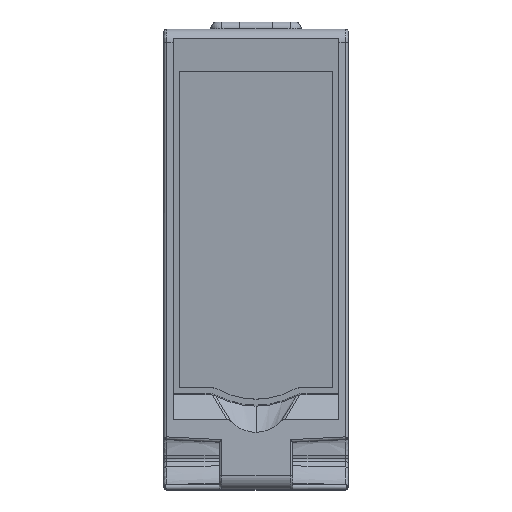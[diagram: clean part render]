
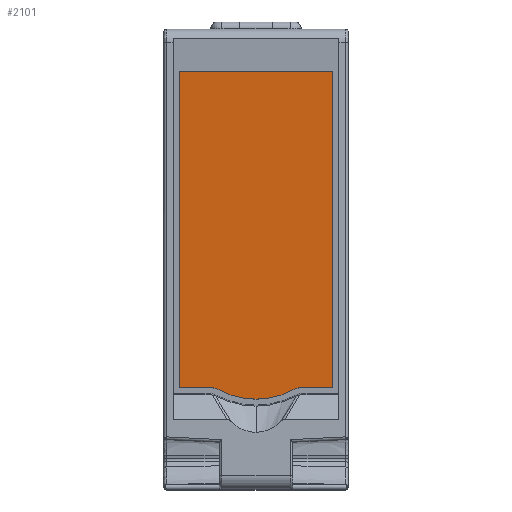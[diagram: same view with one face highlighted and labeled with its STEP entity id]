
A CAD part, top view. The second image highlights one B-rep face of the part: STEP entity #2101.
In plain terms, the highlighted planar face has unit normal (0, -0.096, 0.995).
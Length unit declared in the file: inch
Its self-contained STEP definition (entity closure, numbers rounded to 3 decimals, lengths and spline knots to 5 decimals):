
#655 = EDGE_CURVE ( 'NONE', #11551, #10517, #10391, .T. ) ;
#745 = VECTOR ( 'NONE', #8759, 39.37008 ) ;
#906 = ORIENTED_EDGE ( 'NONE', *, *, #11561, .F. ) ;
#1462 = DIRECTION ( 'NONE',  ( 0., -0.995, -0.096 ) ) ;
#1577 = CIRCLE ( 'NONE', #5924, 0.07874 ) ;
#1664 = LINE ( 'NONE', #6795, #745 ) ;
#1681 = ORIENTED_EDGE ( 'NONE', *, *, #9352, .T. ) ;
#1862 = PLANE ( 'NONE',  #2483 ) ;
#2056 = CARTESIAN_POINT ( 'NONE',  ( -0.15661, 0.42579, -0.14657 ) ) ;
#2101 = ADVANCED_FACE ( 'NONE', ( #10799 ), #1862, .T. ) ;
#2483 = AXIS2_PLACEMENT_3D ( 'NONE', #10930, #9816, #12825 ) ;
#2700 = DIRECTION ( 'NONE',  ( 0., 0.096, -0.995 ) ) ;
#2860 = ORIENTED_EDGE ( 'NONE', *, *, #9389, .F. ) ;
#2957 = VERTEX_POINT ( 'NONE', #3638 ) ;
#2977 = CARTESIAN_POINT ( 'NONE',  ( -0.32874, 0.43526, -0.14566 ) ) ;
#2989 = CARTESIAN_POINT ( 'NONE',  ( 0.32874, 1.7889, -0.01532 ) ) ;
#3212 = LINE ( 'NONE', #4249, #12884 ) ;
#3304 = AXIS2_PLACEMENT_3D ( 'NONE', #6810, #3803, #10802 ) ;
#3638 = CARTESIAN_POINT ( 'NONE',  ( -0.19412, 0.43526, -0.14566 ) ) ;
#3700 = VERTEX_POINT ( 'NONE', #6818 ) ;
#3803 = DIRECTION ( 'NONE',  ( 0., 0.096, -0.995 ) ) ;
#3879 = VERTEX_POINT ( 'NONE', #7280 ) ;
#4249 = CARTESIAN_POINT ( 'NONE',  ( -0.32874, 1.7889, -0.01532 ) ) ;
#4399 = CARTESIAN_POINT ( 'NONE',  ( -0.32874, 0.43526, -0.14566 ) ) ;
#4684 = ORIENTED_EDGE ( 'NONE', *, *, #5582, .F. ) ;
#4995 = CARTESIAN_POINT ( 'NONE',  ( 0.15661, 0.42579, -0.14657 ) ) ;
#5582 = EDGE_CURVE ( 'NONE', #6772, #7752, #3212, .T. ) ;
#5718 = VECTOR ( 'NONE', #10219, 39.37008 ) ;
#5786 = DIRECTION ( 'NONE',  ( -1., 0., 0. ) ) ;
#5885 = DIRECTION ( 'NONE',  ( -1., 0., 0. ) ) ;
#5924 = AXIS2_PLACEMENT_3D ( 'NONE', #8447, #2700, #6679 ) ;
#6171 = ORIENTED_EDGE ( 'NONE', *, *, #8687, .T. ) ;
#6474 = CARTESIAN_POINT ( 'NONE',  ( -0.19412, 0.35688, -0.1532 ) ) ;
#6520 = CARTESIAN_POINT ( 'NONE',  ( -0.32874, 1.7889, -0.01532 ) ) ;
#6679 = DIRECTION ( 'NONE',  ( 0., -0.995, -0.096 ) ) ;
#6772 = VERTEX_POINT ( 'NONE', #6520 ) ;
#6795 = CARTESIAN_POINT ( 'NONE',  ( 0.32874, 1.7889, -0.01532 ) ) ;
#6810 = CARTESIAN_POINT ( 'NONE',  ( 0., 0.7135, -0.11887 ) ) ;
#6818 = CARTESIAN_POINT ( 'NONE',  ( 0.19412, 0.43526, -0.14566 ) ) ;
#6828 = ORIENTED_EDGE ( 'NONE', *, *, #655, .F. ) ;
#6890 = CARTESIAN_POINT ( 'NONE',  ( 0.32874, 0.43526, -0.14566 ) ) ;
#7175 = VECTOR ( 'NONE', #5885, 39.37008 ) ;
#7280 = CARTESIAN_POINT ( 'NONE',  ( -0.32874, 0.43526, -0.14566 ) ) ;
#7581 = LINE ( 'NONE', #11402, #7175 ) ;
#7752 = VERTEX_POINT ( 'NONE', #2989 ) ;
#7789 = VECTOR ( 'NONE', #5786, 39.37008 ) ;
#8097 = CIRCLE ( 'NONE', #11454, 0.07874 ) ;
#8447 = CARTESIAN_POINT ( 'NONE',  ( 0.19412, 0.35688, -0.1532 ) ) ;
#8687 = EDGE_CURVE ( 'NONE', #2957, #10517, #8097, .T. ) ;
#8759 = DIRECTION ( 'NONE',  ( 0., -0.995, -0.096 ) ) ;
#9009 = ORIENTED_EDGE ( 'NONE', *, *, #10567, .F. ) ;
#9352 = EDGE_CURVE ( 'NONE', #11551, #3700, #1577, .T. ) ;
#9389 = EDGE_CURVE ( 'NONE', #11459, #3700, #7581, .T. ) ;
#9816 = DIRECTION ( 'NONE',  ( 0., -0.096, 0.995 ) ) ;
#10031 = LINE ( 'NONE', #2977, #7789 ) ;
#10219 = DIRECTION ( 'NONE',  ( 0., 0.995, 0.096 ) ) ;
#10391 = CIRCLE ( 'NONE', #3304, 0.32874 ) ;
#10517 = VERTEX_POINT ( 'NONE', #2056 ) ;
#10567 = EDGE_CURVE ( 'NONE', #3879, #6772, #12380, .T. ) ;
#10795 = ORIENTED_EDGE ( 'NONE', *, *, #11721, .F. ) ;
#10799 = FACE_OUTER_BOUND ( 'NONE', #12790, .T. ) ;
#10802 = DIRECTION ( 'NONE',  ( 0., -0.995, -0.096 ) ) ;
#10930 = CARTESIAN_POINT ( 'NONE',  ( 0., 0.7135, -0.11887 ) ) ;
#11186 = DIRECTION ( 'NONE',  ( 1., 0., 0. ) ) ;
#11385 = DIRECTION ( 'NONE',  ( 0., 0.096, -0.995 ) ) ;
#11402 = CARTESIAN_POINT ( 'NONE',  ( 0.17302, 0.43526, -0.14566 ) ) ;
#11454 = AXIS2_PLACEMENT_3D ( 'NONE', #6474, #11385, #1462 ) ;
#11459 = VERTEX_POINT ( 'NONE', #6890 ) ;
#11551 = VERTEX_POINT ( 'NONE', #4995 ) ;
#11561 = EDGE_CURVE ( 'NONE', #2957, #3879, #10031, .T. ) ;
#11721 = EDGE_CURVE ( 'NONE', #7752, #11459, #1664, .T. ) ;
#12380 = LINE ( 'NONE', #4399, #5718 ) ;
#12790 = EDGE_LOOP ( 'NONE', ( #1681, #2860, #10795, #4684, #9009, #906, #6171, #6828 ) ) ;
#12825 = DIRECTION ( 'NONE',  ( 0., -0.995, -0.096 ) ) ;
#12884 = VECTOR ( 'NONE', #11186, 39.37008 ) ;
